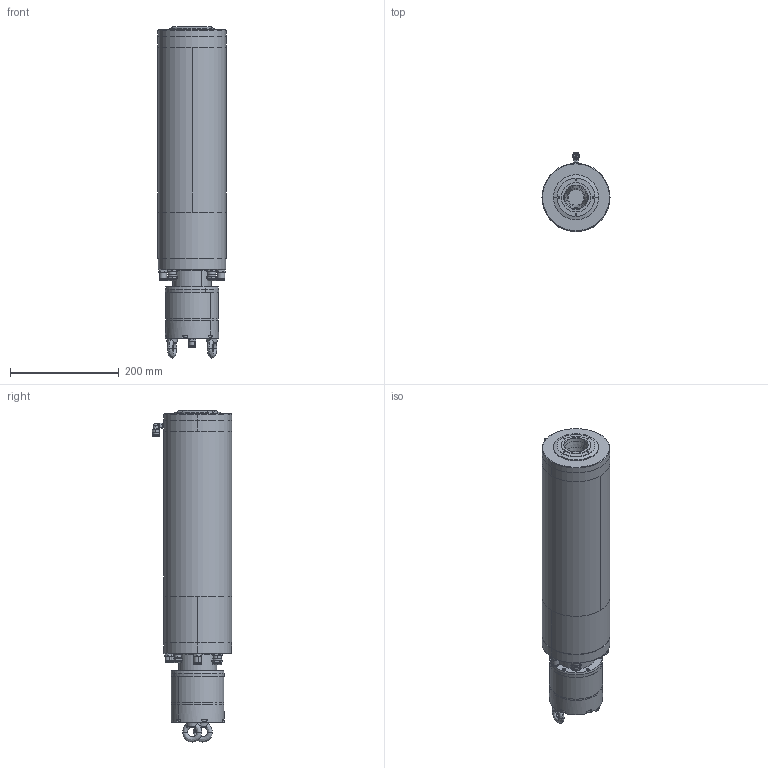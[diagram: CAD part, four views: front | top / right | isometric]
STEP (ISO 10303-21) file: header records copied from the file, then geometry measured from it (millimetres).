
FILE_DESCRIPTION (( 'STEP AP214' ), '1' );
FILE_NAME ('GDL125-40-9Z_5.5三维.STEP', '2024-07-15T10:40:30', ( '00' ), ( '' ), 'SwSTEP 2.0', 'SolidWorks 2018', '' );
FILE_SCHEMA (( 'AUTOMOTIVE_DESIGN' ));
Length unit declared in the file: millimetre
Products named in the file (22): M12x1.5踢扽跡擘芛14-14; YONG RUI D6辦脣ァ郲RC1-8; YONG RUI D8辦脣ァ郲RC1-8; 詰裔; 綴詰极; GB 825-88吊环螺钉M8×16(20钢); GDL125-40-9Z_5.5三维; PL6M5-S; GDL125籵蚚ァ詰; 活塞L(带槽); ァ詰釱GDL125; ｻ鏸焏; M12x1.5踢扽跡擘芛15-18; GDL100-125通用活塞; ヶ詰极; 活塞S(带槽); 遣喳え; GB／T 70．1-2000内六角圆柱头螺钉M5×45(8．8级); GB／T 70．1-2000内六角圆柱头螺钉M6×25(8．8级); 籵蚚ァ詰蚾饜; GDL125-40-9-12Z-5.5儂褲; GB／T 70．1-2000内六角圆柱头螺钉M5×90(8．8级)
Assembly tree (40 placements, depth 4):
  GDL125-40-9Z_5.5三维
    GDL125-40-9-12Z-5.5儂褲
    PL6M5-S
    GDL125籵蚚ァ詰
      ァ詰釱GDL125
      籵蚚ァ詰蚾饜
        綴詰极
        ヶ詰极
        遣喳え
        詰裔
        ｻ鏸焏
        活塞S(带槽)
        活塞L(带槽)
        GDL100-125通用活塞
        GB／T 70．1-2000内六角圆柱头螺钉M5×45(8．8级)  x6
        GB／T 70．1-2000内六角圆柱头螺钉M5×90(8．8级)  x6
        GB 825-88吊环螺钉M8×16(20钢)  x2
      YONG RUI D6辦脣ァ郲RC1-8  x4
      YONG RUI D8辦脣ァ郲RC1-8  x2
      M12x1.5踢扽跡擘芛15-18  x2
      M12x1.5踢扽跡擘芛14-14
      GB／T 70．1-2000内六角圆柱头螺钉M6×25(8．8级)  x4
Bounding box: 125 x 145.35 x 610.1 mm (x, y, z)
Volume: 5998558.8 mm3; surface area: 555034.2 mm2
Topology: 42 solids, 42 shells, 1569 faces, 3662 edges, 2308 vertices
Faces by surface type: cylinder 584, plane 497, cone 357, bspline 131
Entity records: 49630 total; most frequent: CARTESIAN_POINT 11506, DIRECTION 5596, ORIENTED_EDGE 5040, EDGE_CURVE 2520, AXIS2_PLACEMENT_3D 2306, VERTEX_POINT 1596, EDGE_LOOP 1314, CIRCLE 1248
